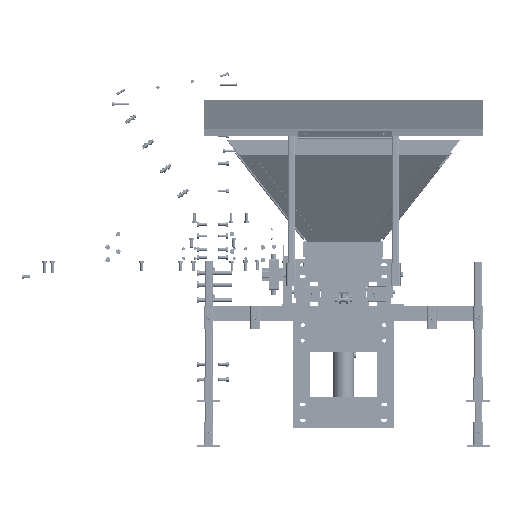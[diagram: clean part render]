
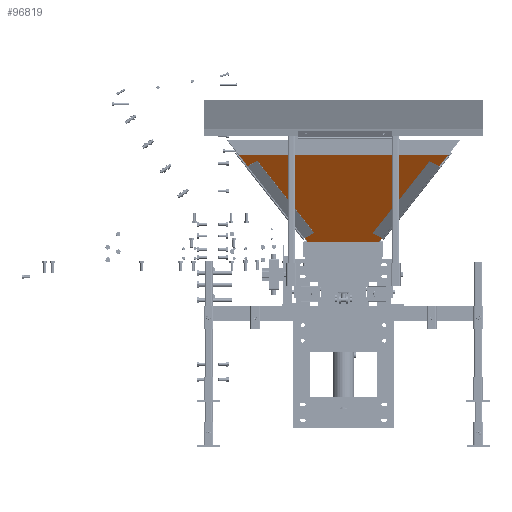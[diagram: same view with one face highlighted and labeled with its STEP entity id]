
A CAD part, front view. The second image highlights one B-rep face of the part: STEP entity #96819.
In plain terms, the highlighted face is planar.
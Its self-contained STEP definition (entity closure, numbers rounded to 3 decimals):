
#5748=CIRCLE('',#103398,12.7);
#5750=CIRCLE('',#103401,12.7);
#5752=CIRCLE('',#103404,12.7);
#5754=CIRCLE('',#103407,12.7);
#5756=CIRCLE('',#103410,12.7);
#5758=CIRCLE('',#103413,12.7);
#5760=CIRCLE('',#103416,12.7);
#5762=CIRCLE('',#103419,12.7);
#41255=VERTEX_POINT('',#155376);
#41257=VERTEX_POINT('',#155381);
#41259=VERTEX_POINT('',#155386);
#41261=VERTEX_POINT('',#155391);
#41263=VERTEX_POINT('',#155396);
#41265=VERTEX_POINT('',#155401);
#41267=VERTEX_POINT('',#155406);
#41269=VERTEX_POINT('',#155411);
#41270=VERTEX_POINT('',#155414);
#41271=VERTEX_POINT('',#155415);
#41274=VERTEX_POINT('',#155423);
#41276=VERTEX_POINT('',#155429);
#47920=VECTOR('',#120896,1.);
#47924=VECTOR('',#120901,1.);
#47927=VECTOR('',#120905,1.);
#47930=VECTOR('',#120909,1.);
#54558=LINE('',#155413,#47920);
#54562=LINE('',#155422,#47924);
#54565=LINE('',#155428,#47927);
#54568=LINE('',#155434,#47930);
#64236=EDGE_CURVE('',#41255,#41255,#5748,.T.);
#64238=EDGE_CURVE('',#41257,#41257,#5750,.T.);
#64240=EDGE_CURVE('',#41259,#41259,#5752,.T.);
#64242=EDGE_CURVE('',#41261,#41261,#5754,.T.);
#64244=EDGE_CURVE('',#41263,#41263,#5756,.T.);
#64246=EDGE_CURVE('',#41265,#41265,#5758,.T.);
#64248=EDGE_CURVE('',#41267,#41267,#5760,.T.);
#64250=EDGE_CURVE('',#41269,#41269,#5762,.T.);
#64251=EDGE_CURVE('',#41270,#41271,#54558,.T.);
#64255=EDGE_CURVE('',#41271,#41274,#54562,.T.);
#64258=EDGE_CURVE('',#41274,#41276,#54565,.T.);
#64261=EDGE_CURVE('',#41276,#41270,#54568,.T.);
#83545=ORIENTED_EDGE('',*,*,#64236,.T.);
#83546=ORIENTED_EDGE('',*,*,#64238,.T.);
#83547=ORIENTED_EDGE('',*,*,#64240,.T.);
#83548=ORIENTED_EDGE('',*,*,#64242,.T.);
#83549=ORIENTED_EDGE('',*,*,#64244,.T.);
#83550=ORIENTED_EDGE('',*,*,#64246,.T.);
#83551=ORIENTED_EDGE('',*,*,#64248,.T.);
#83552=ORIENTED_EDGE('',*,*,#64250,.T.);
#83553=ORIENTED_EDGE('',*,*,#64251,.F.);
#83554=ORIENTED_EDGE('',*,*,#64261,.F.);
#83555=ORIENTED_EDGE('',*,*,#64258,.F.);
#83556=ORIENTED_EDGE('',*,*,#64255,.F.);
#88430=EDGE_LOOP('',(#83545));
#88431=EDGE_LOOP('',(#83546));
#88432=EDGE_LOOP('',(#83547));
#88433=EDGE_LOOP('',(#83548));
#88434=EDGE_LOOP('',(#83549));
#88435=EDGE_LOOP('',(#83550));
#88436=EDGE_LOOP('',(#83551));
#88437=EDGE_LOOP('',(#83552));
#88438=EDGE_LOOP('',(#83553,#83554,#83555,#83556));
#92945=FACE_BOUND('',#88430,.T.);
#92946=FACE_BOUND('',#88431,.T.);
#92947=FACE_BOUND('',#88432,.T.);
#92948=FACE_BOUND('',#88433,.T.);
#92949=FACE_BOUND('',#88434,.T.);
#92950=FACE_BOUND('',#88435,.T.);
#92951=FACE_BOUND('',#88436,.T.);
#92952=FACE_BOUND('',#88437,.T.);
#92953=FACE_BOUND('',#88438,.T.);
#96819=ADVANCED_FACE('',(#92945,#92946,#92947,#92948,#92949,#92950,#92951,
#92952,#92953),#158388,.F.);
#103398=AXIS2_PLACEMENT_3D('',#155375,#120851,#120852);
#103401=AXIS2_PLACEMENT_3D('',#155380,#120857,#120858);
#103404=AXIS2_PLACEMENT_3D('',#155385,#120863,#120864);
#103407=AXIS2_PLACEMENT_3D('',#155390,#120869,#120870);
#103410=AXIS2_PLACEMENT_3D('',#155395,#120875,#120876);
#103413=AXIS2_PLACEMENT_3D('',#155400,#120881,#120882);
#103416=AXIS2_PLACEMENT_3D('',#155405,#120887,#120888);
#103419=AXIS2_PLACEMENT_3D('',#155410,#120893,#120894);
#103424=AXIS2_PLACEMENT_3D('',#155436,#120911,$);
#120851=DIRECTION('',(0.,1.,0.));
#120852=DIRECTION('',(0.,0.,-12.7));
#120857=DIRECTION('',(0.,1.,0.));
#120858=DIRECTION('',(0.,0.,-12.7));
#120863=DIRECTION('',(0.,1.,0.));
#120864=DIRECTION('',(0.,0.,-12.7));
#120869=DIRECTION('',(0.,1.,0.));
#120870=DIRECTION('',(0.,0.,-12.7));
#120875=DIRECTION('',(0.,1.,0.));
#120876=DIRECTION('',(0.,0.,-12.7));
#120881=DIRECTION('',(0.,1.,0.));
#120882=DIRECTION('',(0.,0.,-12.7));
#120887=DIRECTION('',(0.,1.,0.));
#120888=DIRECTION('',(0.,0.,-12.7));
#120893=DIRECTION('',(0.,1.,0.));
#120894=DIRECTION('',(0.,0.,-12.7));
#120896=DIRECTION('',(0.554,0.,0.833));
#120901=DIRECTION('',(1.,0.,0.));
#120905=DIRECTION('',(0.554,0.,-0.833));
#120909=DIRECTION('',(-1.,0.,0.));
#120911=DIRECTION('',(0.,1.,0.));
#155375=CARTESIAN_POINT('',(735.878,0.,-697.765));
#155376=CARTESIAN_POINT('',(735.878,0.,-710.465));
#155380=CARTESIAN_POINT('',(623.337,0.,-528.576));
#155381=CARTESIAN_POINT('',(623.337,0.,-541.276));
#155385=CARTESIAN_POINT('',(510.796,0.,-359.388));
#155386=CARTESIAN_POINT('',(510.796,0.,-372.088));
#155390=CARTESIAN_POINT('',(-418.505,0.,-697.765));
#155391=CARTESIAN_POINT('',(-418.505,0.,-710.465));
#155395=CARTESIAN_POINT('',(-305.964,0.,-528.576));
#155396=CARTESIAN_POINT('',(-305.964,0.,-541.276));
#155400=CARTESIAN_POINT('',(-193.423,0.,-359.388));
#155401=CARTESIAN_POINT('',(-193.423,0.,-372.088));
#155405=CARTESIAN_POINT('',(398.255,0.,-190.199));
#155406=CARTESIAN_POINT('',(398.255,0.,-202.899));
#155410=CARTESIAN_POINT('',(-80.882,0.,-190.199));
#155411=CARTESIAN_POINT('',(-80.882,0.,-202.899));
#155413=CARTESIAN_POINT('',(-0.063,0.,0.091));
#155414=CARTESIAN_POINT('',(-523.827,0.,-787.309));
#155415=CARTESIAN_POINT('',(-0.063,0.,0.091));
#155422=CARTESIAN_POINT('',(317.437,0.,0.091));
#155423=CARTESIAN_POINT('',(317.437,0.,0.091));
#155428=CARTESIAN_POINT('',(841.2,0.,-787.309));
#155429=CARTESIAN_POINT('',(841.2,0.,-787.309));
#155434=CARTESIAN_POINT('',(-523.827,0.,-787.309));
#155436=CARTESIAN_POINT('',(158.687,0.,-509.005));
#158388=PLANE('',#103424);
